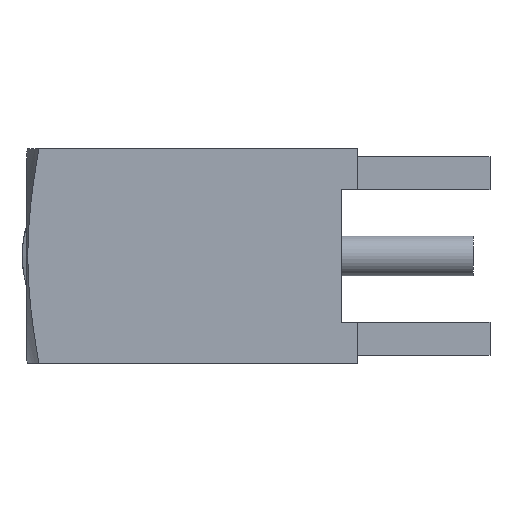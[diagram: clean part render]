
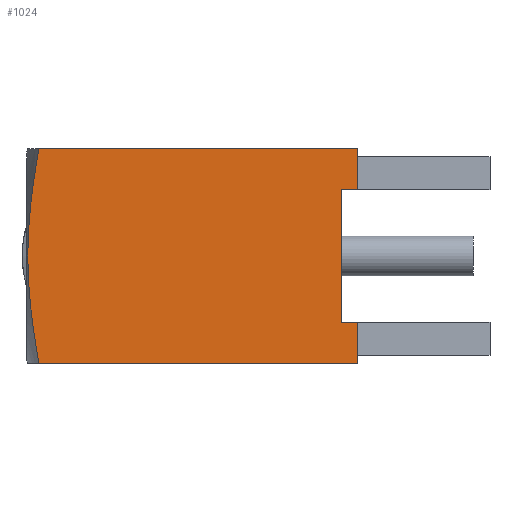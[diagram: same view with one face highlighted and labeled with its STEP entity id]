
A CAD part, left-side view. The second image highlights one B-rep face of the part: STEP entity #1024.
In plain terms, the highlighted planar face has unit normal (-1, 0, 0).
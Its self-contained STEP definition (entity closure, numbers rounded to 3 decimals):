
#36=PLANE('',#1127);
#67=(
BOUNDED_CURVE()
B_SPLINE_CURVE(2,(#1866,#1867,#1868,#1869),.UNSPECIFIED.,.F.,.F.)
B_SPLINE_CURVE_WITH_KNOTS((3,1,3),(2.686,4.674,4.83),
 .UNSPECIFIED.)
CURVE()
GEOMETRIC_REPRESENTATION_ITEM()
RATIONAL_B_SPLINE_CURVE((6.423,7.657,7.754,
7.754))
REPRESENTATION_ITEM('')
);
#68=(
BOUNDED_CURVE()
B_SPLINE_CURVE(2,(#1876,#1877,#1878),.UNSPECIFIED.,.F.,.F.)
B_SPLINE_CURVE_WITH_KNOTS((3,3),(4.83,6.974),
 .UNSPECIFIED.)
CURVE()
GEOMETRIC_REPRESENTATION_ITEM()
RATIONAL_B_SPLINE_CURVE((7.754,7.754,6.423))
REPRESENTATION_ITEM('')
);
#95=FACE_OUTER_BOUND('',#154,.T.);
#154=EDGE_LOOP('',(#827,#828,#829,#830,#831,#832,#833,#834,#835));
#257=LINE('',#1976,#353);
#262=LINE('',#1987,#358);
#285=LINE('',#2035,#381);
#294=LINE('',#2048,#390);
#295=LINE('',#2050,#391);
#296=LINE('',#2051,#392);
#297=LINE('',#2052,#393);
#353=VECTOR('',#1267,1000.);
#358=VECTOR('',#1274,1000.);
#381=VECTOR('',#1307,1000.);
#390=VECTOR('',#1320,1000.);
#391=VECTOR('',#1323,1000.);
#392=VECTOR('',#1324,1000.);
#393=VECTOR('',#1325,1000.);
#477=VERTEX_POINT('',#1860);
#478=VERTEX_POINT('',#1865);
#481=VERTEX_POINT('',#1875);
#489=VERTEX_POINT('',#1973);
#490=VERTEX_POINT('',#1975);
#494=VERTEX_POINT('',#1984);
#495=VERTEX_POINT('',#1986);
#514=VERTEX_POINT('',#2032);
#515=VERTEX_POINT('',#2034);
#588=EDGE_CURVE('',#478,#477,#67,.F.);
#592=EDGE_CURVE('',#481,#478,#68,.F.);
#604=EDGE_CURVE('',#490,#489,#257,.T.);
#609=EDGE_CURVE('',#495,#494,#262,.T.);
#632=EDGE_CURVE('',#514,#515,#285,.T.);
#641=EDGE_CURVE('',#477,#495,#294,.T.);
#642=EDGE_CURVE('',#494,#515,#295,.T.);
#643=EDGE_CURVE('',#514,#490,#296,.T.);
#644=EDGE_CURVE('',#481,#489,#297,.T.);
#827=ORIENTED_EDGE('',*,*,#609,.T.);
#828=ORIENTED_EDGE('',*,*,#642,.T.);
#829=ORIENTED_EDGE('',*,*,#632,.F.);
#830=ORIENTED_EDGE('',*,*,#643,.T.);
#831=ORIENTED_EDGE('',*,*,#604,.T.);
#832=ORIENTED_EDGE('',*,*,#644,.F.);
#833=ORIENTED_EDGE('',*,*,#592,.T.);
#834=ORIENTED_EDGE('',*,*,#588,.T.);
#835=ORIENTED_EDGE('',*,*,#641,.T.);
#1024=ADVANCED_FACE('',(#95),#36,.F.);
#1127=AXIS2_PLACEMENT_3D('',#2049,#1321,#1322);
#1267=DIRECTION('',(0.,0.,1.));
#1274=DIRECTION('',(0.,0.,1.));
#1307=DIRECTION('',(0.,0.,-1.));
#1320=DIRECTION('',(0.,-1.,0.));
#1321=DIRECTION('center_axis',(1.,0.,0.));
#1322=DIRECTION('ref_axis',(0.,0.,-1.));
#1323=DIRECTION('',(0.,1.,0.));
#1324=DIRECTION('',(0.,-1.,0.));
#1325=DIRECTION('',(0.,-1.,0.));
#1860=CARTESIAN_POINT('',(-3.25,9.638,-3.25));
#1865=CARTESIAN_POINT('',(-3.25,9.975,0.));
#1866=CARTESIAN_POINT('Ctrl Pts',(-3.25,9.638,-3.25));
#1867=CARTESIAN_POINT('Ctrl Pts',(-3.25,9.954,-1.462));
#1868=CARTESIAN_POINT('Ctrl Pts',(-3.25,9.975,-0.098));
#1869=CARTESIAN_POINT('Ctrl Pts',(-3.25,9.975,0.));
#1875=CARTESIAN_POINT('',(-3.25,9.638,3.25));
#1876=CARTESIAN_POINT('Ctrl Pts',(-3.25,9.975,0.));
#1877=CARTESIAN_POINT('Ctrl Pts',(-3.25,9.975,1.346));
#1878=CARTESIAN_POINT('Ctrl Pts',(-3.25,9.638,3.25));
#1973=CARTESIAN_POINT('',(-3.25,0.,3.25));
#1975=CARTESIAN_POINT('',(-3.25,0.,2.));
#1976=CARTESIAN_POINT('',(-3.25,0.,-3.25));
#1984=CARTESIAN_POINT('',(-3.25,0.,-2.));
#1986=CARTESIAN_POINT('',(-3.25,0.,-3.25));
#1987=CARTESIAN_POINT('',(-3.25,0.,-3.25));
#2032=CARTESIAN_POINT('',(-3.25,0.5,2.));
#2034=CARTESIAN_POINT('',(-3.25,0.5,-2.));
#2035=CARTESIAN_POINT('',(-3.25,0.5,-3.25));
#2048=CARTESIAN_POINT('',(-3.25,10.,-3.25));
#2049=CARTESIAN_POINT('Origin',(-3.25,10.,-3.25));
#2050=CARTESIAN_POINT('',(-3.25,10.,-2.));
#2051=CARTESIAN_POINT('',(-3.25,10.,2.));
#2052=CARTESIAN_POINT('',(-3.25,10.,3.25));
